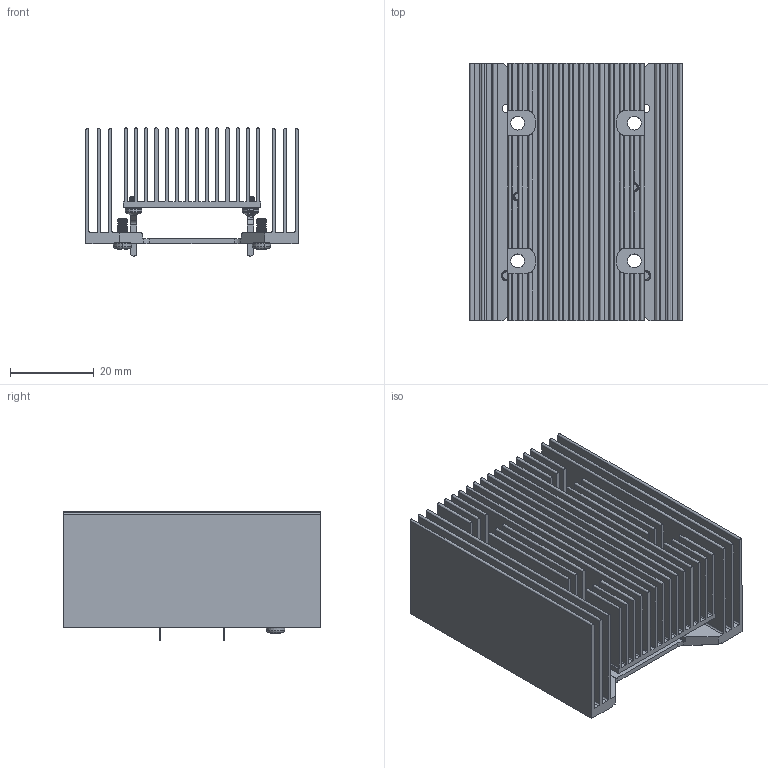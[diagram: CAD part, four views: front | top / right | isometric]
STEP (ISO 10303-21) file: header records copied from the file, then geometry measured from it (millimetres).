
FILE_DESCRIPTION (( 'STEP AP214' ), '1' );
FILE_NAME ('40409 Dual HS 6123 19mm.STEP', '2019-02-13T19:18:11', ( 'admin' ), ( 'Microsoft' ), 'SwSTEP 2.0', 'SolidWorks 2017', '' );
FILE_SCHEMA (( 'AUTOMOTIVE_DESIGN' ));
Length unit declared in the file: inch
Products named in the file (11): 40578_94017A152; 39949-XX_39949-07 ASSEMBLED; 40266; Copy of MOLDBODY2_VENTED_TERMINAL_BLOCK_OUTPUT_23FAMILY_SMD.1^40324; Copy of MOLDBODY2_VENTED_TERMINAL_BLOCK_INPUT_23FAMILY_SMD.1^40324; 40111_40534; 40263; 40327; 40247; 39949-XX_39949-06 ASSEMBLED; 40409 Dual HS 6123 19mm
Assembly tree (11 placements, depth 3):
  Copy of MOLDBODY2_VENTED_TERMINAL_BLOCK_OUTPUT_23FAMILY_SMD.1^40324
  Copy of MOLDBODY2_VENTED_TERMINAL_BLOCK_INPUT_23FAMILY_SMD.1^40324
  40409 Dual HS 6123 19mm
    40111_40534
      39949-XX_39949-06 ASSEMBLED
      40247  x2
      40327  x2
      40263
    40266
    39949-XX_39949-07 ASSEMBLED
    40578_94017A152  x2
Bounding box: 50.8 x 61.5 x 30.68 mm (x, y, z)
Volume: 25594.7 mm3; surface area: 60099.2 mm2
Topology: 12 solids, 12 shells, 787 faces, 2204 edges, 1451 vertices
Faces by surface type: plane 360, cylinder 274, bspline 104, cone 41, sphere 4, torus 4
Entity records: 25115 total; most frequent: CARTESIAN_POINT 10579, ORIENTED_EDGE 3148, DIRECTION 2675, EDGE_CURVE 1574, VERTEX_POINT 1040, AXIS2_PLACEMENT_3D 896, LINE 883, VECTOR 883
